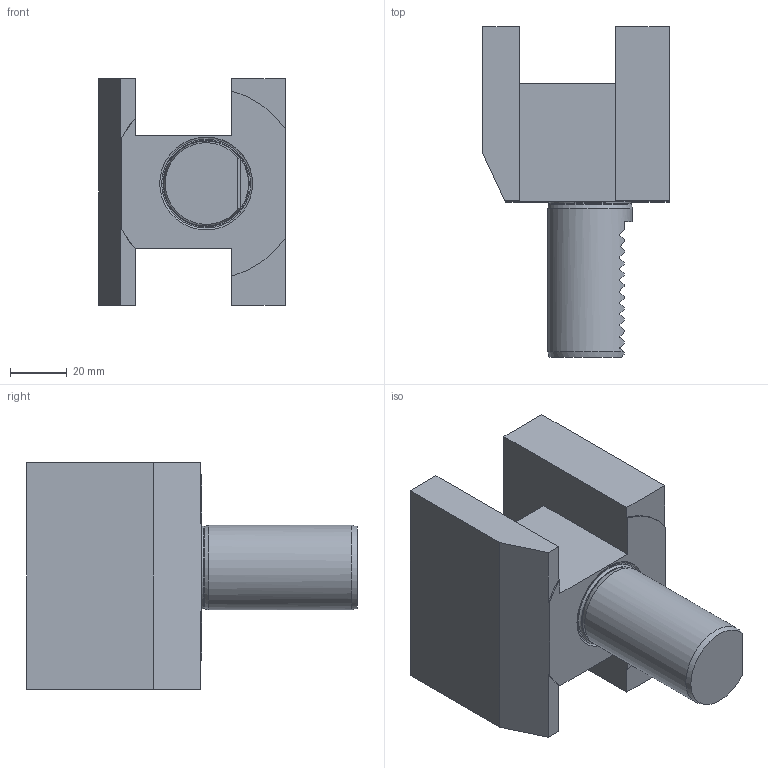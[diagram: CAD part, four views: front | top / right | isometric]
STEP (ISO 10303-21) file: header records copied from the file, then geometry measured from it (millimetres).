
FILE_DESCRIPTION (( 'STEP AP214' ), '1' );
FILE_NAME ('D130X25.STEP', '2025-07-28T06:25:49', ( '' ), ( '' ), 'SwSTEP 2.0', 'SolidWorks 2023', '' );
FILE_SCHEMA (( 'AUTOMOTIVE_DESIGN' ));
Length unit declared in the file: millimetre
Products named in the file (1): D130X25
Bounding box: 66 x 117 x 80 mm (x, y, z)
Volume: 246332.3 mm3; surface area: 36056.2 mm2
Topology: 1 solids, 2 shells, 293 faces, 786 edges, 522 vertices
Faces by surface type: plane 192, bspline 49, cylinder 46, cone 3, torus 3
Full cylindrical faces by diameter (mm): 1.7 x1, 2.1 x1, 6.366 x1, 29.1 x1, 30 x1
Entity records: 14283 total; most frequent: CARTESIAN_POINT 5230, ORIENTED_EDGE 1546, DIRECTION 1159, EDGE_CURVE 773, LINE 525, VECTOR 525, VERTEX_POINT 519, EDGE_LOOP 328
